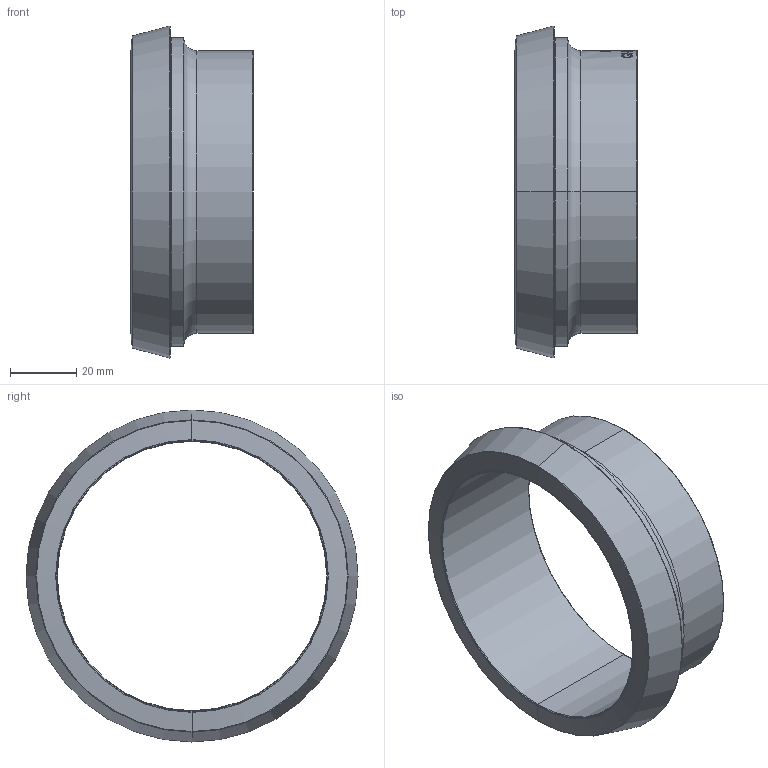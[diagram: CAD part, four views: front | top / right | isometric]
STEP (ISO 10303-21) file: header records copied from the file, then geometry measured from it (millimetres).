
FILE_DESCRIPTION (( 'STEP AP214' ), '1' );
FILE_NAME ('GL-214-080-x Kegelstutzen DIN11851 SD85 x2,0 1709.STEP', '2017-08-29T12:08:41', ( '' ), ( '' ), 'SwSTEP 2.0', 'SolidWorks 2016', '' );
FILE_SCHEMA (( 'AUTOMOTIVE_DESIGN' ));
Length unit declared in the file: millimetre
Products named in the file (1): GL-214-080-x Kegelstutzen  DIN11851 SD85 x2,0 1709
Bounding box: 37 x 99.88 x 99.88 mm (x, y, z)
Volume: 44485.3 mm3; surface area: 23698.4 mm2
Topology: 1 solids, 1 shells, 209 faces, 529 edges, 346 vertices
Faces by surface type: bspline 102, plane 58, cylinder 29, torus 16, cone 4
Entity records: 21947 total; most frequent: CARTESIAN_POINT 15802, ORIENTED_EDGE 1058, DIRECTION 537, EDGE_CURVE 529, VERTEX_POINT 346, B_SPLINE_CURVE_WITH_KNOTS 320, EDGE_LOOP 235, AXIS2_PLACEMENT_3D 220
